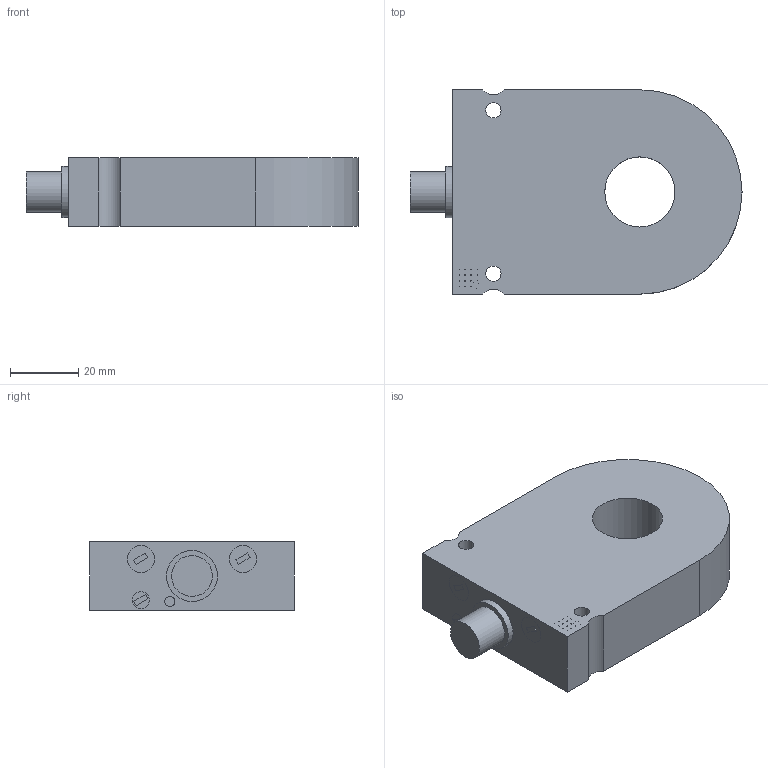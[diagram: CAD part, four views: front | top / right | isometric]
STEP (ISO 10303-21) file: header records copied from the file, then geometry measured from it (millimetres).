
FILE_DESCRIPTION((''),'2;1');
FILE_NAME('ORSD 20.stp','2008-05-20T09:12:19',('User'),(''),'Autodesk Inventor 10','Autodesk Inventor 10','');
FILE_SCHEMA(('AUTOMOTIVE_DESIGN { 1 0 10303 214 1 1 1 1 }'));
Length unit declared in the file: millimetre
Products named in the file (3): ORSD 20; SteckeranschlußM12
Assembly tree (2 placements, depth 2):
  ORSD 20
    ORSD 20
    SteckeranschlußM12
Bounding box: 97.5 x 60 x 20 mm (x, y, z)
Volume: 88321.7 mm3; surface area: 16791.4 mm2
Topology: 2 solids, 2 shells, 133 faces, 306 edges, 204 vertices
Faces by surface type: plane 120, cylinder 13
Full cylindrical faces by diameter (mm): 2.996 x1, 3 x1, 4.5 x2, 5 x1, 8 x2, 12 x1, 15 x1, 20.6 x1
Entity records: 3744 total; most frequent: CARTESIAN_POINT 638, DIRECTION 598, ORIENTED_EDGE 592, EDGE_CURVE 296, VECTOR 270, LINE 270, VERTEX_POINT 204, EDGE_LOOP 176
